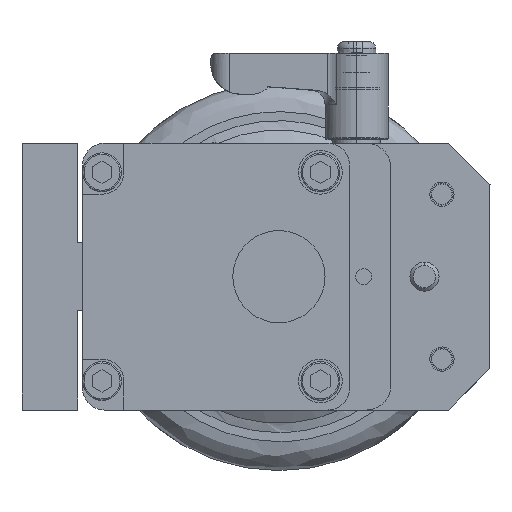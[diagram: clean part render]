
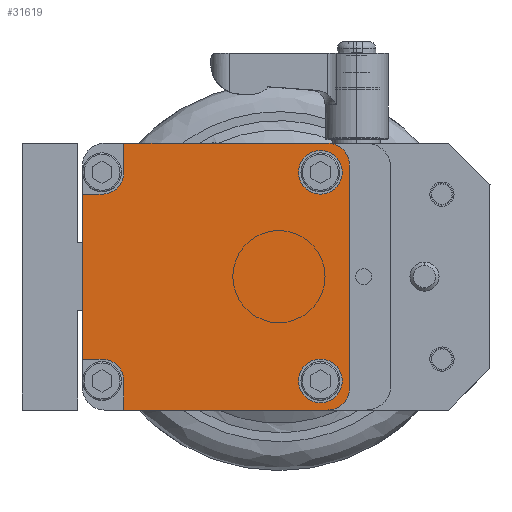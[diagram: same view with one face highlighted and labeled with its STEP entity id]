
A CAD part, left-side view. The second image highlights one B-rep face of the part: STEP entity #31619.
In plain terms, the highlighted face is planar.
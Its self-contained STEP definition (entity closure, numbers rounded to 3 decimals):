
#28 = VECTOR ( 'NONE', #26749, 1000. ) ;
#36 = FACE_BOUND ( 'NONE', #22313, .T. ) ;
#64 = CARTESIAN_POINT ( 'NONE',  ( 17., 32.5, 6. ) ) ;
#135 = CARTESIAN_POINT ( 'NONE',  ( 23., -22.5, 6. ) ) ;
#568 = ORIENTED_EDGE ( 'NONE', *, *, #26407, .F. ) ;
#624 = CARTESIAN_POINT ( 'NONE',  ( -17., 28.5, 6. ) ) ;
#751 = EDGE_LOOP ( 'NONE', ( #30533, #8973 ) ) ;
#791 = VERTEX_POINT ( 'NONE', #19490 ) ;
#981 = CARTESIAN_POINT ( 'NONE',  ( 21.5, -16.5, 6. ) ) ;
#1047 = CARTESIAN_POINT ( 'NONE',  ( -17., -16.5, 6. ) ) ;
#1069 = CARTESIAN_POINT ( 'NONE',  ( 17., 28.5, 6. ) ) ;
#1144 = EDGE_CURVE ( 'NONE', #16785, #14292, #16577, .T. ) ;
#1271 = VERTEX_POINT ( 'NONE', #135 ) ;
#1287 = VECTOR ( 'NONE', #30880, 1000. ) ;
#1289 = EDGE_CURVE ( 'NONE', #29531, #14819, #7623, .T. ) ;
#1426 = LINE ( 'NONE', #25574, #26812 ) ;
#1478 = AXIS2_PLACEMENT_3D ( 'NONE', #11225, #18761, #28557 ) ;
#1625 = ORIENTED_EDGE ( 'NONE', *, *, #18318, .T. ) ;
#1950 = AXIS2_PLACEMENT_3D ( 'NONE', #19027, #12437, #2603 ) ;
#2603 = DIRECTION ( 'NONE',  ( -1., 0., 0. ) ) ;
#3075 = CARTESIAN_POINT ( 'NONE',  ( 27.5, 24., 6. ) ) ;
#3245 = CARTESIAN_POINT ( 'NONE',  ( -27.5, 24., 6. ) ) ;
#4032 = EDGE_CURVE ( 'NONE', #29969, #27453, #28691, .T. ) ;
#4339 = EDGE_CURVE ( 'NONE', #21358, #8899, #23337, .T. ) ;
#5037 = EDGE_CURVE ( 'NONE', #29969, #31726, #15310, .T. ) ;
#5231 = VERTEX_POINT ( 'NONE', #9336 ) ;
#5651 = CARTESIAN_POINT ( 'NONE',  ( 0., 24., 6. ) ) ;
#5846 = CARTESIAN_POINT ( 'NONE',  ( -27.5, 32.5, 6. ) ) ;
#5936 = AXIS2_PLACEMENT_3D ( 'NONE', #981, #28147, #25760 ) ;
#6006 = CARTESIAN_POINT ( 'NONE',  ( -21.5, 24., 6. ) ) ;
#6555 = AXIS2_PLACEMENT_3D ( 'NONE', #14302, #24113, #14617 ) ;
#6700 = EDGE_CURVE ( 'NONE', #31726, #791, #1426, .T. ) ;
#7056 = EDGE_CURVE ( 'NONE', #8899, #21358, #19986, .T. ) ;
#7193 = DIRECTION ( 'NONE',  ( 1., 0., 0. ) ) ;
#7235 = EDGE_CURVE ( 'NONE', #10365, #1271, #23759, .T. ) ;
#7297 = CARTESIAN_POINT ( 'NONE',  ( -23., -22.5, 6. ) ) ;
#7433 = FACE_OUTER_BOUND ( 'NONE', #26234, .T. ) ;
#7623 = CIRCLE ( 'NONE', #25612, 4.5 ) ;
#8656 = DIRECTION ( 'NONE',  ( 1., 0., 0. ) ) ;
#8817 = DIRECTION ( 'NONE',  ( 0., 0., 1. ) ) ;
#8899 = VERTEX_POINT ( 'NONE', #9077 ) ;
#8973 = ORIENTED_EDGE ( 'NONE', *, *, #7056, .F. ) ;
#9077 = CARTESIAN_POINT ( 'NONE',  ( -26., -16.5, 6. ) ) ;
#9089 = VERTEX_POINT ( 'NONE', #64 ) ;
#9168 = EDGE_CURVE ( 'NONE', #9089, #11757, #20488, .T. ) ;
#9296 = CARTESIAN_POINT ( 'NONE',  ( 0., 24., 6. ) ) ;
#9336 = CARTESIAN_POINT ( 'NONE',  ( 17., -16.5, 6. ) ) ;
#9558 = CARTESIAN_POINT ( 'NONE',  ( 21.5, 24., 6. ) ) ;
#10135 = ORIENTED_EDGE ( 'NONE', *, *, #11754, .T. ) ;
#10365 = VERTEX_POINT ( 'NONE', #7297 ) ;
#10408 = ORIENTED_EDGE ( 'NONE', *, *, #13938, .F. ) ;
#10788 = ORIENTED_EDGE ( 'NONE', *, *, #9168, .T. ) ;
#11225 = CARTESIAN_POINT ( 'NONE',  ( -21.5, -16.5, 6. ) ) ;
#11236 = DIRECTION ( 'NONE',  ( 0., 0., 1. ) ) ;
#11386 = ORIENTED_EDGE ( 'NONE', *, *, #15504, .F. ) ;
#11633 = LINE ( 'NONE', #21909, #28 ) ;
#11754 = EDGE_CURVE ( 'NONE', #29531, #9089, #11633, .T. ) ;
#11757 = VERTEX_POINT ( 'NONE', #19188 ) ;
#11843 = ORIENTED_EDGE ( 'NONE', *, *, #7235, .T. ) ;
#11973 = ORIENTED_EDGE ( 'NONE', *, *, #1144, .T. ) ;
#12053 = CARTESIAN_POINT ( 'NONE',  ( 21.5, 28.5, 6. ) ) ;
#12176 = CIRCLE ( 'NONE', #23996, 4.5 ) ;
#12437 = DIRECTION ( 'NONE',  ( 0., 0., -1. ) ) ;
#12653 = ORIENTED_EDGE ( 'NONE', *, *, #5037, .T. ) ;
#13142 = CARTESIAN_POINT ( 'NONE',  ( 23., -18., 6. ) ) ;
#13391 = VECTOR ( 'NONE', #30230, 1000. ) ;
#13479 = ORIENTED_EDGE ( 'NONE', *, *, #13657, .T. ) ;
#13596 = AXIS2_PLACEMENT_3D ( 'NONE', #18920, #8817, #8656 ) ;
#13636 = CIRCLE ( 'NONE', #5936, 4.5 ) ;
#13657 = EDGE_CURVE ( 'NONE', #791, #10365, #27843, .T. ) ;
#13938 = EDGE_CURVE ( 'NONE', #27453, #11757, #24584, .T. ) ;
#14129 = VERTEX_POINT ( 'NONE', #22852 ) ;
#14292 = VERTEX_POINT ( 'NONE', #3075 ) ;
#14302 = CARTESIAN_POINT ( 'NONE',  ( -21.5, 28.5, 6. ) ) ;
#14617 = DIRECTION ( 'NONE',  ( 1., 0., 0. ) ) ;
#14819 = VERTEX_POINT ( 'NONE', #9558 ) ;
#15310 = LINE ( 'NONE', #5651, #13391 ) ;
#15504 = EDGE_CURVE ( 'NONE', #5231, #14129, #13636, .T. ) ;
#15882 = DIRECTION ( 'NONE',  ( 0., 0., 1. ) ) ;
#15920 = CIRCLE ( 'NONE', #17444, 4.5 ) ;
#16577 = LINE ( 'NONE', #30708, #1287 ) ;
#16678 = LINE ( 'NONE', #9296, #28704 ) ;
#16717 = DIRECTION ( 'NONE',  ( -1., 0., 0. ) ) ;
#16785 = VERTEX_POINT ( 'NONE', #20149 ) ;
#16979 = VECTOR ( 'NONE', #25461, 1000. ) ;
#17444 = AXIS2_PLACEMENT_3D ( 'NONE', #18486, #11236, #28279 ) ;
#18081 = VECTOR ( 'NONE', #22286, 1000. ) ;
#18318 = EDGE_CURVE ( 'NONE', #1271, #16785, #12176, .T. ) ;
#18486 = CARTESIAN_POINT ( 'NONE',  ( 21.5, -16.5, 6. ) ) ;
#18714 = ORIENTED_EDGE ( 'NONE', *, *, #1289, .F. ) ;
#18761 = DIRECTION ( 'NONE',  ( 0., 0., 1. ) ) ;
#18797 = DIRECTION ( 'NONE',  ( 0., -1., 0. ) ) ;
#18920 = CARTESIAN_POINT ( 'NONE',  ( -21.5, -16.5, 6. ) ) ;
#19027 = CARTESIAN_POINT ( 'NONE',  ( 0., 0., 6. ) ) ;
#19188 = CARTESIAN_POINT ( 'NONE',  ( -17., 32.5, 6. ) ) ;
#19216 = ORIENTED_EDGE ( 'NONE', *, *, #31098, .F. ) ;
#19490 = CARTESIAN_POINT ( 'NONE',  ( -27.5, -18., 6. ) ) ;
#19986 = CIRCLE ( 'NONE', #1478, 4.5 ) ;
#20149 = CARTESIAN_POINT ( 'NONE',  ( 27.5, -18., 6. ) ) ;
#20488 = LINE ( 'NONE', #5846, #16979 ) ;
#20531 = VECTOR ( 'NONE', #7193, 1000. ) ;
#20649 = AXIS2_PLACEMENT_3D ( 'NONE', #24116, #28591, #16717 ) ;
#20852 = DIRECTION ( 'NONE',  ( -1., 0., 0. ) ) ;
#21358 = VERTEX_POINT ( 'NONE', #1047 ) ;
#21909 = CARTESIAN_POINT ( 'NONE',  ( 17., 0., 6. ) ) ;
#22286 = DIRECTION ( 'NONE',  ( 0., 1., 0. ) ) ;
#22313 = EDGE_LOOP ( 'NONE', ( #19216, #11386 ) ) ;
#22485 = CARTESIAN_POINT ( 'NONE',  ( -17., 0., 6. ) ) ;
#22852 = CARTESIAN_POINT ( 'NONE',  ( 26., -16.5, 6. ) ) ;
#23337 = CIRCLE ( 'NONE', #13596, 4.5 ) ;
#23759 = LINE ( 'NONE', #29201, #20531 ) ;
#23996 = AXIS2_PLACEMENT_3D ( 'NONE', #13142, #15882, #20852 ) ;
#24065 = ORIENTED_EDGE ( 'NONE', *, *, #6700, .T. ) ;
#24113 = DIRECTION ( 'NONE',  ( 0., 0., 1. ) ) ;
#24116 = CARTESIAN_POINT ( 'NONE',  ( -23., -18., 6. ) ) ;
#24425 = DIRECTION ( 'NONE',  ( 1., 0., 0. ) ) ;
#24584 = LINE ( 'NONE', #22485, #18081 ) ;
#25461 = DIRECTION ( 'NONE',  ( -1., 0., 0. ) ) ;
#25574 = CARTESIAN_POINT ( 'NONE',  ( -27.5, -22.5, 6. ) ) ;
#25612 = AXIS2_PLACEMENT_3D ( 'NONE', #12053, #31502, #24425 ) ;
#25760 = DIRECTION ( 'NONE',  ( 1., 0., 0. ) ) ;
#26234 = EDGE_LOOP ( 'NONE', ( #10135, #10788, #10408, #28072, #12653, #24065, #13479, #11843, #1625, #11973, #568, #18714 ) ) ;
#26407 = EDGE_CURVE ( 'NONE', #14819, #14292, #16678, .T. ) ;
#26472 = DIRECTION ( 'NONE',  ( 1., 0., 0. ) ) ;
#26749 = DIRECTION ( 'NONE',  ( 0., 1., 0. ) ) ;
#26812 = VECTOR ( 'NONE', #18797, 1000. ) ;
#26887 = FACE_BOUND ( 'NONE', #751, .T. ) ;
#27028 = PLANE ( 'NONE',  #1950 ) ;
#27453 = VERTEX_POINT ( 'NONE', #624 ) ;
#27843 = CIRCLE ( 'NONE', #20649, 4.5 ) ;
#28072 = ORIENTED_EDGE ( 'NONE', *, *, #4032, .F. ) ;
#28147 = DIRECTION ( 'NONE',  ( 0., 0., 1. ) ) ;
#28279 = DIRECTION ( 'NONE',  ( 1., 0., 0. ) ) ;
#28557 = DIRECTION ( 'NONE',  ( 1., 0., 0. ) ) ;
#28591 = DIRECTION ( 'NONE',  ( 0., 0., 1. ) ) ;
#28691 = CIRCLE ( 'NONE', #6555, 4.5 ) ;
#28704 = VECTOR ( 'NONE', #26472, 1000. ) ;
#29201 = CARTESIAN_POINT ( 'NONE',  ( -27.5, -22.5, 6. ) ) ;
#29531 = VERTEX_POINT ( 'NONE', #1069 ) ;
#29969 = VERTEX_POINT ( 'NONE', #6006 ) ;
#30230 = DIRECTION ( 'NONE',  ( -1., 0., 0. ) ) ;
#30533 = ORIENTED_EDGE ( 'NONE', *, *, #4339, .F. ) ;
#30708 = CARTESIAN_POINT ( 'NONE',  ( 27.5, -22.5, 6. ) ) ;
#30880 = DIRECTION ( 'NONE',  ( 0., 1., 0. ) ) ;
#31098 = EDGE_CURVE ( 'NONE', #14129, #5231, #15920, .T. ) ;
#31502 = DIRECTION ( 'NONE',  ( 0., 0., 1. ) ) ;
#31619 = ADVANCED_FACE ( 'NONE', ( #26887, #36, #7433 ), #27028, .F. ) ;
#31726 = VERTEX_POINT ( 'NONE', #3245 ) ;
